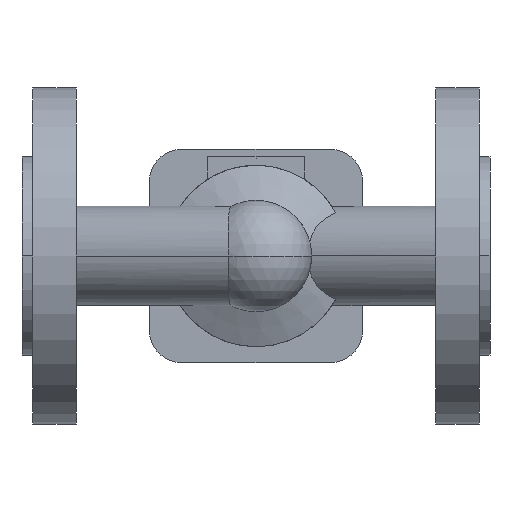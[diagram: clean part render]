
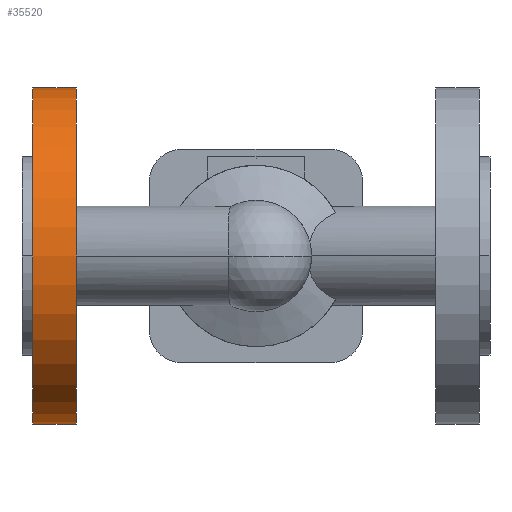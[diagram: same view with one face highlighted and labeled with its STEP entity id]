
A CAD part, front view. The second image highlights one B-rep face of the part: STEP entity #35520.
In plain terms, the highlighted cylindrical face has radius 57.5 mm (diameter 115 mm), a partial arc.
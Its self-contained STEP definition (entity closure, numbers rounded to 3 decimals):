
#7860=CARTESIAN_POINT('',(18.6,0.,0.));
#7870=DIRECTION('',(1.,0.,0.));
#7880=DIRECTION('',(0.,0.,-1.));
#7890=AXIS2_PLACEMENT_3D('',#7860,#7870,#7880);
#7900=PLANE('',#7890);
#7970=CARTESIAN_POINT('',(0.,0.,0.));
#7980=DIRECTION('',(-1.,0.,0.));
#7990=DIRECTION('',(0.,0.,-1.));
#8000=AXIS2_PLACEMENT_3D('',#7970,#7980,#7990);
#8010=CYLINDRICAL_SURFACE('',#8000,57.5);
#8020=CARTESIAN_POINT('',(0.,0.,57.5));
#8030=DIRECTION('',(-1.,0.,0.));
#8040=VECTOR('',#8030,1.);
#8050=LINE('',#8020,#8040);
#8060=CARTESIAN_POINT('',(18.6,0.,57.5));
#8070=VERTEX_POINT('',#8060);
#8080=CARTESIAN_POINT('',(3.6,0.,57.5));
#8090=VERTEX_POINT('',#8080);
#8100=SURFACE_CURVE('',#8050,(#8010,#8010),.CURVE_3D.);
#8110=EDGE_CURVE('',#8070,#8090,#8100,.T.);
#8130=CARTESIAN_POINT('',(3.6,0.,0.));
#8140=DIRECTION('',(1.,0.,0.));
#8150=DIRECTION('',(0.,0.,-1.));
#8160=AXIS2_PLACEMENT_3D('',#8130,#8140,#8150);
#8170=CIRCLE('',#8160,57.5);
#8180=CARTESIAN_POINT('',(3.6,0.,-57.5));
#8190=VERTEX_POINT('',#8180);
#8200=CARTESIAN_POINT('',(3.6,45.75,0.))
;
#8210=DIRECTION('',(1.,0.,0.));
#8220=DIRECTION('',(0.,-1.,0.));
#8230=AXIS2_PLACEMENT_3D('',#8200,#8210,#8220);
#8240=PLANE('',#8230);
#8280=CARTESIAN_POINT('',(0.,0.,-57.5));
#8290=DIRECTION('',(-1.,0.,0.));
#8300=VECTOR('',#8290,1.);
#8310=LINE('',#8280,#8300);
#8320=CARTESIAN_POINT('',(18.6,0.,-57.5));
#8330=VERTEX_POINT('',#8320);
#8340=SURFACE_CURVE('',#8310,(#8010,#8010),.CURVE_3D.);
#8350=EDGE_CURVE('',#8330,#8190,#8340,.T.);
#8370=CARTESIAN_POINT('',(18.6,0.,0.));
#8380=DIRECTION('',(-1.,0.,0.));
#8390=DIRECTION('',(0.,0.,-1.));
#8400=AXIS2_PLACEMENT_3D('',#8370,#8380,#8390);
#8410=CIRCLE('',#8400,57.5);
#17320=SURFACE_CURVE('',#8170,(#8240,#8010),.CURVE_3D.);
#17330=EDGE_CURVE('',#8090,#8190,#17320,.T.);
#17680=SURFACE_CURVE('',#8410,(#8010,#7900),.CURVE_3D.);
#17690=EDGE_CURVE('',#8330,#8070,#17680,.T.);
#35460=ORIENTED_EDGE('',*,*,#8110,.T.);
#35470=ORIENTED_EDGE('',*,*,#17690,.T.);
#35480=ORIENTED_EDGE('',*,*,#8350,.F.);
#35490=ORIENTED_EDGE('',*,*,#17330,.T.);
#35500=EDGE_LOOP('',(#35490,#35480,#35470,#35460));
#35510=FACE_OUTER_BOUND('',#35500,.T.);
#35520=ADVANCED_FACE('',(#35510),#8010,.T.);
